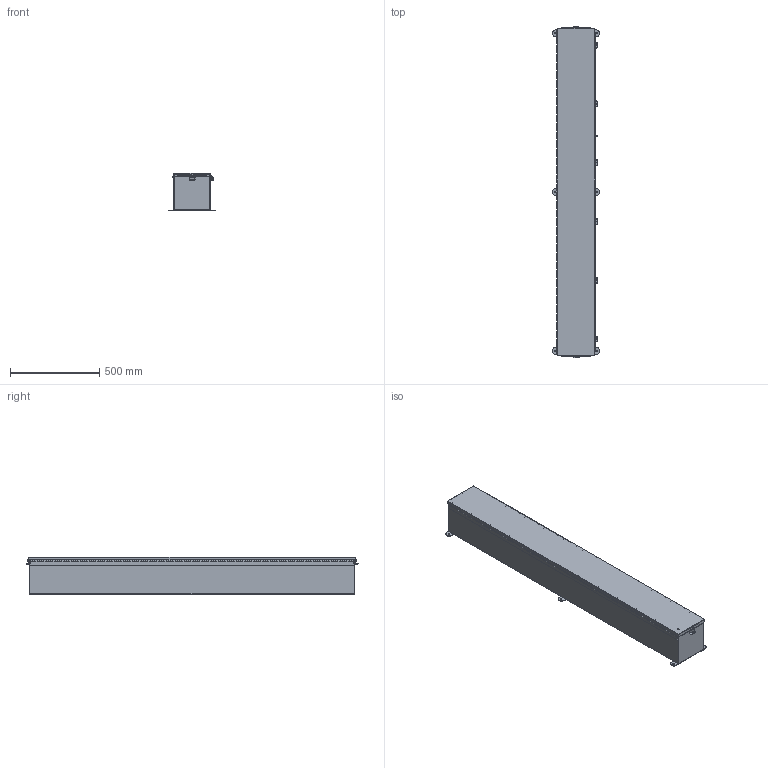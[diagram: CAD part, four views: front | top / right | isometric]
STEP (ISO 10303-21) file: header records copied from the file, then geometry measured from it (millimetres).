
FILE_DESCRIPTION (( 'STEP AP203' ), '1' );
FILE_NAME ('N080872SSCHTR.STEP', '2016-03-03T16:48:32', ( 'change1' ), ( 'Microsoft' ), 'SwSTEP 2.0', 'SolidWorks 2015', '' );
FILE_SCHEMA (( 'CONFIG_CONTROL_DESIGN' ));
Length unit declared in the file: inch
Products named in the file (14): N080872SSCHTR JIC Mounting Bracket; N080872SSCHTR JIC_Cover_Template; N080872SSCHTR; N080872SSCHTR JIC Clamp Bracket; N080872SSCHTR JIC Cover Clamp; N080872SSCHTR JIC Top; N080872SSCHTR JIC Bottom; N080872SSCHTR JIC Enclosure Template; N080872SSCHTR HW-CD-S-25020-034; N080872SSCHTR Hinge Body Side; HW-CLH-JH-20154; N080872SSCHTR Hinge Cover Side JIC; HW-CLH-JH-20104; N080872SSCHTR _JIC Hinge
Assembly tree (30 placements, depth 3):
  N080872SSCHTR
    N080872SSCHTR JIC Enclosure Template
    N080872SSCHTR _JIC Hinge
      N080872SSCHTR Hinge Body Side
      N080872SSCHTR Hinge Cover Side JIC
    N080872SSCHTR JIC_Cover_Template
    N080872SSCHTR JIC Clamp Bracket  x8
    N080872SSCHTR JIC Cover Clamp  x8
    N080872SSCHTR JIC Top
    N080872SSCHTR JIC Bottom
    N080872SSCHTR HW-CD-S-25020-034  x2
    HW-CLH-JH-20154
    HW-CLH-JH-20104
    N080872SSCHTR JIC Mounting Bracket  x3
Bounding box: 266.7 x 1864.53 x 211.76 mm (x, y, z)
Volume: 3469814.9 mm3; surface area: 3672446.4 mm2
Topology: 29 solids, 29 shells, 1917 faces, 4968 edges, 3111 vertices
Faces by surface type: plane 1137, cylinder 760, bspline 8, torus 8, cone 4
Entity records: 50809 total; most frequent: CARTESIAN_POINT 8835, DIRECTION 8621, ORIENTED_EDGE 8352, EDGE_CURVE 4176, AXIS2_PLACEMENT_3D 2875, LINE 2871, VECTOR 2871, VERTEX_POINT 2641
